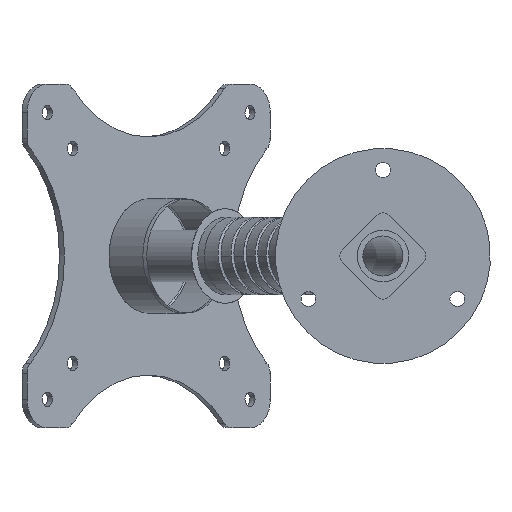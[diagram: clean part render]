
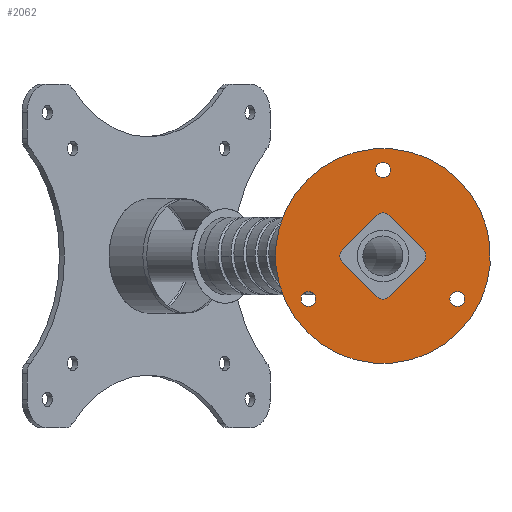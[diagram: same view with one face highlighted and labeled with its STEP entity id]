
A CAD part, front view. The second image highlights one B-rep face of the part: STEP entity #2062.
In plain terms, the highlighted planar face has unit normal (0, -1, 0).
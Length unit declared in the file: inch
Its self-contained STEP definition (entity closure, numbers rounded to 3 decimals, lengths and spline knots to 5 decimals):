
#29=FACE_BOUND('',#246,.T.);
#30=FACE_BOUND('',#247,.T.);
#31=FACE_BOUND('',#248,.T.);
#32=FACE_BOUND('',#249,.T.);
#59=PLANE('',#2225);
#131=FACE_OUTER_BOUND('',#245,.T.);
#245=EDGE_LOOP('',(#1445,#1446));
#246=EDGE_LOOP('',(#1447,#1448));
#247=EDGE_LOOP('',(#1449,#1450));
#248=EDGE_LOOP('',(#1451,#1452));
#249=EDGE_LOOP('',(#1453,#1454,#1455,#1456,#1457,#1458,#1459,#1460));
#438=CIRCLE('',#2226,1.47638);
#439=CIRCLE('',#2227,1.47638);
#440=CIRCLE('',#2228,0.10236);
#441=CIRCLE('',#2229,0.10236);
#442=CIRCLE('',#2230,0.10236);
#443=CIRCLE('',#2231,0.10236);
#444=CIRCLE('',#2232,0.10236);
#445=CIRCLE('',#2233,0.10236);
#446=CIRCLE('',#2234,0.11811);
#447=CIRCLE('',#2235,0.11811);
#448=CIRCLE('',#2236,0.11811);
#449=CIRCLE('',#2237,0.11811);
#578=LINE('',#5320,#687);
#582=LINE('',#5329,#691);
#586=LINE('',#5354,#695);
#587=LINE('',#5360,#696);
#687=VECTOR('',#2560,39.37008);
#691=VECTOR('',#2566,39.37008);
#695=VECTOR('',#2588,39.37008);
#696=VECTOR('',#2595,0.3937);
#852=VERTEX_POINT('',#5318);
#853=VERTEX_POINT('',#5319);
#856=VERTEX_POINT('',#5327);
#857=VERTEX_POINT('',#5328);
#860=VERTEX_POINT('',#5336);
#861=VERTEX_POINT('',#5337);
#862=VERTEX_POINT('',#5340);
#863=VERTEX_POINT('',#5341);
#864=VERTEX_POINT('',#5344);
#865=VERTEX_POINT('',#5345);
#866=VERTEX_POINT('',#5348);
#867=VERTEX_POINT('',#5349);
#868=VERTEX_POINT('',#5352);
#869=VERTEX_POINT('',#5353);
#870=VERTEX_POINT('',#5357);
#871=VERTEX_POINT('',#5359);
#1094=EDGE_CURVE('',#852,#853,#578,.T.);
#1098=EDGE_CURVE('',#856,#857,#582,.T.);
#1102=EDGE_CURVE('',#860,#861,#438,.T.);
#1103=EDGE_CURVE('',#861,#860,#439,.T.);
#1104=EDGE_CURVE('',#862,#863,#440,.T.);
#1105=EDGE_CURVE('',#863,#862,#441,.T.);
#1106=EDGE_CURVE('',#864,#865,#442,.T.);
#1107=EDGE_CURVE('',#865,#864,#443,.T.);
#1108=EDGE_CURVE('',#866,#867,#444,.T.);
#1109=EDGE_CURVE('',#867,#866,#445,.T.);
#1110=EDGE_CURVE('',#868,#869,#586,.T.);
#1111=EDGE_CURVE('',#868,#853,#446,.T.);
#1112=EDGE_CURVE('',#852,#857,#447,.T.);
#1113=EDGE_CURVE('',#856,#870,#448,.T.);
#1114=EDGE_CURVE('',#870,#871,#587,.T.);
#1115=EDGE_CURVE('',#871,#869,#449,.T.);
#1445=ORIENTED_EDGE('',*,*,#1102,.F.);
#1446=ORIENTED_EDGE('',*,*,#1103,.F.);
#1447=ORIENTED_EDGE('',*,*,#1104,.T.);
#1448=ORIENTED_EDGE('',*,*,#1105,.T.);
#1449=ORIENTED_EDGE('',*,*,#1106,.T.);
#1450=ORIENTED_EDGE('',*,*,#1107,.T.);
#1451=ORIENTED_EDGE('',*,*,#1108,.T.);
#1452=ORIENTED_EDGE('',*,*,#1109,.T.);
#1453=ORIENTED_EDGE('',*,*,#1110,.F.);
#1454=ORIENTED_EDGE('',*,*,#1111,.T.);
#1455=ORIENTED_EDGE('',*,*,#1094,.F.);
#1456=ORIENTED_EDGE('',*,*,#1112,.T.);
#1457=ORIENTED_EDGE('',*,*,#1098,.F.);
#1458=ORIENTED_EDGE('',*,*,#1113,.T.);
#1459=ORIENTED_EDGE('',*,*,#1114,.T.);
#1460=ORIENTED_EDGE('',*,*,#1115,.T.);
#2062=ADVANCED_FACE('',(#131,#29,#30,#31,#32),#59,.F.);
#2225=AXIS2_PLACEMENT_3D('',#5335,#2570,#2571);
#2226=AXIS2_PLACEMENT_3D('',#5338,#2572,#2573);
#2227=AXIS2_PLACEMENT_3D('',#5339,#2574,#2575);
#2228=AXIS2_PLACEMENT_3D('',#5342,#2576,#2577);
#2229=AXIS2_PLACEMENT_3D('',#5343,#2578,#2579);
#2230=AXIS2_PLACEMENT_3D('',#5346,#2580,#2581);
#2231=AXIS2_PLACEMENT_3D('',#5347,#2582,#2583);
#2232=AXIS2_PLACEMENT_3D('',#5350,#2584,#2585);
#2233=AXIS2_PLACEMENT_3D('',#5351,#2586,#2587);
#2234=AXIS2_PLACEMENT_3D('',#5355,#2589,#2590);
#2235=AXIS2_PLACEMENT_3D('',#5356,#2591,#2592);
#2236=AXIS2_PLACEMENT_3D('',#5358,#2593,#2594);
#2237=AXIS2_PLACEMENT_3D('',#5361,#2596,#2597);
#2560=DIRECTION('',(-0.707,0.,-0.707));
#2566=DIRECTION('',(-0.707,0.,0.707));
#2570=DIRECTION('center_axis',(0.,1.,0.));
#2571=DIRECTION('ref_axis',(0.707,0.,-0.707));
#2572=DIRECTION('center_axis',(0.,1.,0.));
#2573=DIRECTION('ref_axis',(0.707,0.,-0.707));
#2574=DIRECTION('center_axis',(0.,1.,0.));
#2575=DIRECTION('ref_axis',(0.707,0.,-0.707));
#2576=DIRECTION('center_axis',(0.,1.,0.));
#2577=DIRECTION('ref_axis',(0.707,0.,-0.707));
#2578=DIRECTION('center_axis',(0.,1.,0.));
#2579=DIRECTION('ref_axis',(0.707,0.,-0.707));
#2580=DIRECTION('center_axis',(0.,1.,0.));
#2581=DIRECTION('ref_axis',(0.707,0.,-0.707));
#2582=DIRECTION('center_axis',(0.,1.,0.));
#2583=DIRECTION('ref_axis',(0.707,0.,-0.707));
#2584=DIRECTION('center_axis',(0.,1.,0.));
#2585=DIRECTION('ref_axis',(0.707,0.,-0.707));
#2586=DIRECTION('center_axis',(0.,1.,0.));
#2587=DIRECTION('ref_axis',(0.707,0.,-0.707));
#2588=DIRECTION('',(0.707,0.,-0.707));
#2589=DIRECTION('center_axis',(0.,1.,0.));
#2590=DIRECTION('ref_axis',(0.707,0.,-0.707));
#2591=DIRECTION('center_axis',(0.,1.,0.));
#2592=DIRECTION('ref_axis',(0.707,0.,-0.707));
#2593=DIRECTION('center_axis',(0.,1.,0.));
#2594=DIRECTION('ref_axis',(0.707,0.,-0.707));
#2595=DIRECTION('',(-0.707,0.,-0.707));
#2596=DIRECTION('center_axis',(0.,1.,0.));
#2597=DIRECTION('ref_axis',(0.707,0.,-0.707));
#5318=CARTESIAN_POINT('',(2.45163,-1.21233,5.08386));
#5319=CARTESIAN_POINT('',(1.97837,-1.21233,4.6106));
#5320=CARTESIAN_POINT('',(1.89485,-1.21233,4.52708));
#5327=CARTESIAN_POINT('',(3.09192,-1.21233,4.6106));
#5328=CARTESIAN_POINT('',(2.61866,-1.21233,5.08386));
#5329=CARTESIAN_POINT('',(2.53514,-1.21233,5.16738));
#5335=CARTESIAN_POINT('Origin',(2.53514,-1.21233,4.52708));
#5336=CARTESIAN_POINT('',(3.5791,-1.21233,3.48313));
#5337=CARTESIAN_POINT('',(1.49119,-1.21233,5.57104));
#5338=CARTESIAN_POINT('Origin',(2.53514,-1.21233,4.52708));
#5339=CARTESIAN_POINT('Origin',(2.53514,-1.21233,4.52708));
#5340=CARTESIAN_POINT('',(3.63039,-1.21233,3.86415));
#5341=CARTESIAN_POINT('',(3.48563,-1.21233,4.00891));
#5342=CARTESIAN_POINT('Origin',(3.55801,-1.21233,3.93653));
#5343=CARTESIAN_POINT('Origin',(3.55801,-1.21233,3.93653));
#5344=CARTESIAN_POINT('',(1.58466,-1.21233,3.86415));
#5345=CARTESIAN_POINT('',(1.4399,-1.21233,4.00891));
#5346=CARTESIAN_POINT('Origin',(1.51228,-1.21233,3.93653));
#5347=CARTESIAN_POINT('Origin',(1.51228,-1.21233,3.93653));
#5348=CARTESIAN_POINT('',(2.60753,-1.21233,5.63581));
#5349=CARTESIAN_POINT('',(2.46276,-1.21233,5.78057));
#5350=CARTESIAN_POINT('Origin',(2.53514,-1.21233,5.70819));
#5351=CARTESIAN_POINT('Origin',(2.53514,-1.21233,5.70819));
#5352=CARTESIAN_POINT('',(1.97837,-1.21233,4.44357));
#5353=CARTESIAN_POINT('',(2.45163,-1.21233,3.97031));
#5354=CARTESIAN_POINT('',(2.53514,-1.21233,3.88679));
#5355=CARTESIAN_POINT('Origin',(2.06188,-1.21233,4.52708));
#5356=CARTESIAN_POINT('Origin',(2.53514,-1.21233,5.00034));
#5357=CARTESIAN_POINT('',(3.09192,-1.21233,4.44357));
#5358=CARTESIAN_POINT('Origin',(3.00841,-1.21233,4.52708));
#5359=CARTESIAN_POINT('',(2.61866,-1.21233,3.97031));
#5360=CARTESIAN_POINT('',(3.09192,-1.21233,4.44357));
#5361=CARTESIAN_POINT('Origin',(2.53514,-1.21233,4.05382));
